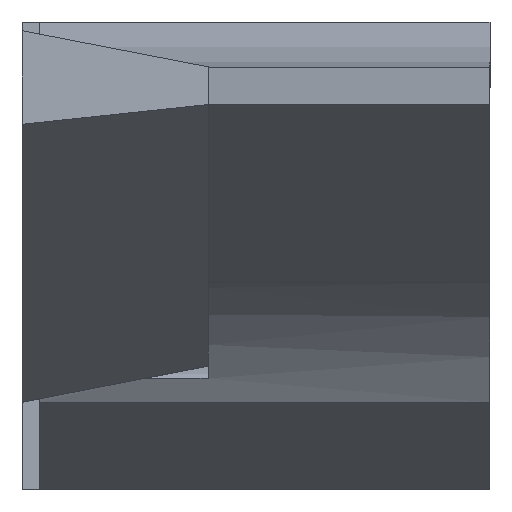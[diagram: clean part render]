
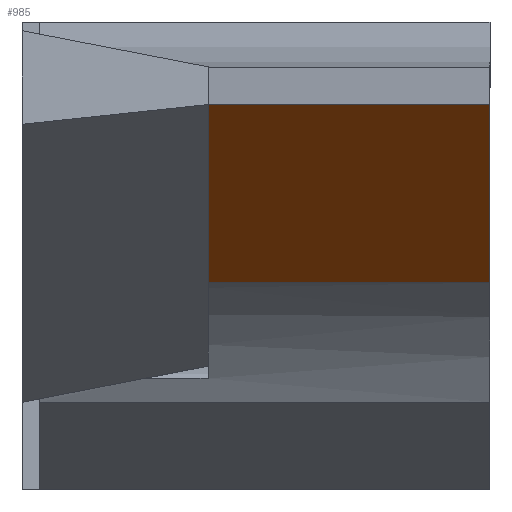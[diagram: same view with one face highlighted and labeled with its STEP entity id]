
A CAD part, left-side view. The second image highlights one B-rep face of the part: STEP entity #985.
In plain terms, the highlighted planar face has unit normal (-0.574, 0, -0.819).
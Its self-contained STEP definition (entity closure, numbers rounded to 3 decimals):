
#9 = ORIENTED_EDGE ( 'NONE', *, *, #750, .F. ) ;
#63 = CARTESIAN_POINT ( 'NONE',  ( -0.429, -8., -0.612 ) ) ;
#218 = AXIS2_PLACEMENT_3D ( 'NONE', #1426, #1304, #514 ) ;
#254 = LINE ( 'NONE', #1044, #1134 ) ;
#267 = DIRECTION ( 'NONE',  ( 0.819, 0., -0.574 ) ) ;
#303 = ORIENTED_EDGE ( 'NONE', *, *, #908, .T. ) ;
#425 = DIRECTION ( 'NONE',  ( 0., -1., 0. ) ) ;
#439 = VECTOR ( 'NONE', #267, 1000. ) ;
#491 = DIRECTION ( 'NONE',  ( 0., -1., 0. ) ) ;
#505 = CARTESIAN_POINT ( 'NONE',  ( 0.71, -3.18, -1.409 ) ) ;
#514 = DIRECTION ( 'NONE',  ( 0.819, 0., -0.574 ) ) ;
#573 = LINE ( 'NONE', #1412, #439 ) ;
#604 = VERTEX_POINT ( 'NONE', #1270 ) ;
#698 = VERTEX_POINT ( 'NONE', #1079 ) ;
#750 = EDGE_CURVE ( 'NONE', #1358, #1430, #1103, .T. ) ;
#827 = EDGE_CURVE ( 'NONE', #1358, #604, #573, .T. ) ;
#835 = LINE ( 'NONE', #63, #1307 ) ;
#878 = PLANE ( 'NONE',  #218 ) ;
#908 = EDGE_CURVE ( 'NONE', #698, #1430, #835, .T. ) ;
#922 = ORIENTED_EDGE ( 'NONE', *, *, #1093, .T. ) ;
#985 = ADVANCED_FACE ( 'NONE', ( #1083 ), #878, .F. ) ;
#1027 = VECTOR ( 'NONE', #425, 1000. ) ;
#1044 = CARTESIAN_POINT ( 'NONE',  ( 5.06, 103.619, -4.455 ) ) ;
#1079 = CARTESIAN_POINT ( 'NONE',  ( 5.06, -8., -4.455 ) ) ;
#1083 = FACE_OUTER_BOUND ( 'NONE', #1359, .T. ) ;
#1093 = EDGE_CURVE ( 'NONE', #604, #698, #254, .T. ) ;
#1103 = LINE ( 'NONE', #1330, #1027 ) ;
#1134 = VECTOR ( 'NONE', #491, 1000. ) ;
#1195 = CARTESIAN_POINT ( 'NONE',  ( 0.71, -8., -1.409 ) ) ;
#1208 = ORIENTED_EDGE ( 'NONE', *, *, #827, .T. ) ;
#1270 = CARTESIAN_POINT ( 'NONE',  ( 5.06, -3.18, -4.455 ) ) ;
#1304 = DIRECTION ( 'NONE',  ( 0.574, 0., 0.819 ) ) ;
#1307 = VECTOR ( 'NONE', #1441, 1000. ) ;
#1330 = CARTESIAN_POINT ( 'NONE',  ( 0.71, 103.619, -1.409 ) ) ;
#1358 = VERTEX_POINT ( 'NONE', #505 ) ;
#1359 = EDGE_LOOP ( 'NONE', ( #922, #303, #9, #1208 ) ) ;
#1412 = CARTESIAN_POINT ( 'NONE',  ( 13.075, -3.18, -10.068 ) ) ;
#1426 = CARTESIAN_POINT ( 'NONE',  ( 5.06, 103.619, -4.455 ) ) ;
#1430 = VERTEX_POINT ( 'NONE', #1195 ) ;
#1441 = DIRECTION ( 'NONE',  ( -0.819, 0., 0.574 ) ) ;
